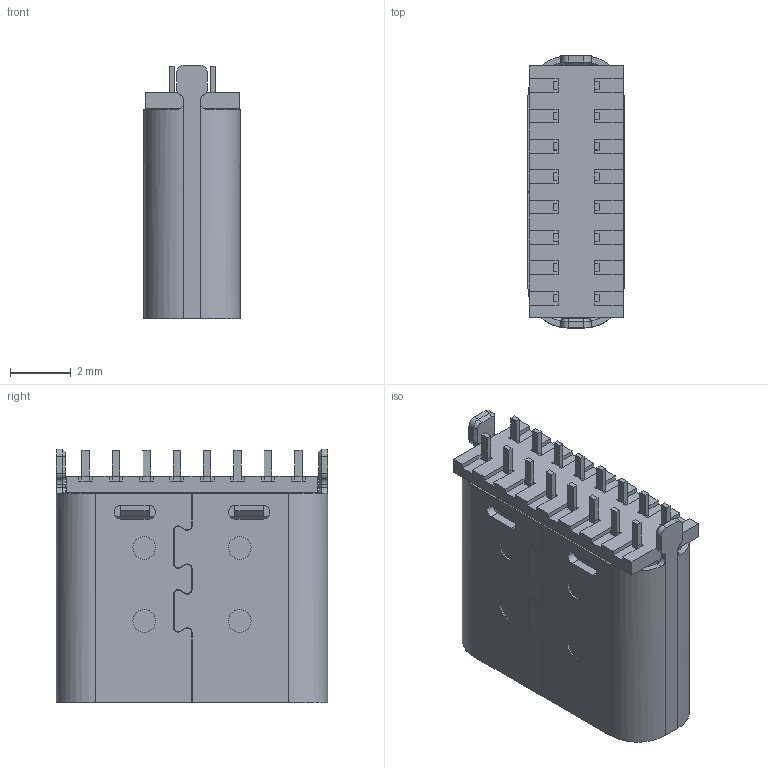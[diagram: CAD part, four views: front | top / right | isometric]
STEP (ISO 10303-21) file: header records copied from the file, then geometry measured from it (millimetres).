
FILE_DESCRIPTION (( 'STEP AP203' ), '1' );
FILE_NAME ('TYPE-C 16PIN-蕾脣7.4H.STEP', '2024-12-09T07:15:45', ( 'User' ), ( 'China' ), 'SwSTEP 2.0', 'SolidWorks 2021', '' );
FILE_SCHEMA (( 'CONFIG_CONTROL_DESIGN' ));
Length unit declared in the file: millimetre
Products named in the file (1): TYPE-C 16PIN-蕾脣7.4H
Bounding box: 3.16 x 8.94 x 8.35 mm (x, y, z)
Volume: 102 mm3; surface area: 573.2 mm2
Topology: 20 solids, 24 shells, 1188 faces, 3428 edges, 2296 vertices
Faces by surface type: plane 754, cylinder 406, cone 24, bspline 4
Entity records: 39395 total; most frequent: CARTESIAN_POINT 7345, ORIENTED_EDGE 6856, DIRECTION 6566, EDGE_CURVE 3428, VECTOR 2540, LINE 2540, VERTEX_POINT 2296, AXIS2_PLACEMENT_3D 2013
